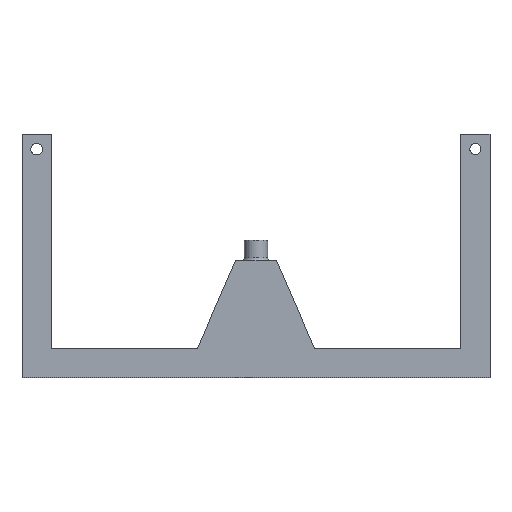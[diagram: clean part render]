
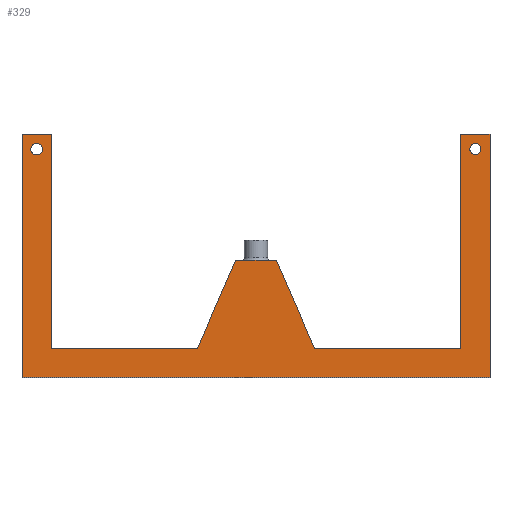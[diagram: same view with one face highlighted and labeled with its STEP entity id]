
A CAD part, top view. The second image highlights one B-rep face of the part: STEP entity #329.
In plain terms, the highlighted planar face has unit normal (0, 0, 1).
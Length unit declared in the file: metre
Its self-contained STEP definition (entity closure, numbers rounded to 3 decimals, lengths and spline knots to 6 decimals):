
#18=LINE('',#483,#54);
#22=LINE('',#491,#58);
#24=LINE('',#495,#60);
#26=LINE('',#503,#62);
#27=LINE('',#505,#63);
#28=LINE('',#507,#64);
#29=LINE('',#509,#65);
#30=LINE('',#511,#66);
#31=LINE('',#513,#67);
#32=LINE('',#515,#68);
#33=LINE('',#517,#69);
#34=LINE('',#519,#70);
#54=VECTOR('',#392,1.);
#58=VECTOR('',#398,1.);
#60=VECTOR('',#402,1.);
#62=VECTOR('',#410,1.);
#63=VECTOR('',#411,1.);
#64=VECTOR('',#412,1.);
#65=VECTOR('',#413,1.);
#66=VECTOR('',#414,1.);
#67=VECTOR('',#415,1.);
#68=VECTOR('',#416,1.);
#69=VECTOR('',#417,1.);
#70=VECTOR('',#418,1.);
#101=ORIENTED_EDGE('',*,*,#185,.F.);
#102=ORIENTED_EDGE('',*,*,#186,.F.);
#103=ORIENTED_EDGE('',*,*,#177,.F.);
#104=ORIENTED_EDGE('',*,*,#181,.F.);
#105=ORIENTED_EDGE('',*,*,#187,.T.);
#106=ORIENTED_EDGE('',*,*,#188,.T.);
#107=ORIENTED_EDGE('',*,*,#189,.T.);
#108=ORIENTED_EDGE('',*,*,#190,.F.);
#109=ORIENTED_EDGE('',*,*,#191,.F.);
#110=ORIENTED_EDGE('',*,*,#192,.T.);
#111=ORIENTED_EDGE('',*,*,#193,.F.);
#112=ORIENTED_EDGE('',*,*,#194,.F.);
#113=ORIENTED_EDGE('',*,*,#195,.T.);
#114=ORIENTED_EDGE('',*,*,#183,.F.);
#177=EDGE_CURVE('',#220,#221,#18,.T.);
#181=EDGE_CURVE('',#223,#220,#22,.T.);
#183=EDGE_CURVE('',#221,#225,#24,.T.);
#185=EDGE_CURVE('',#226,#226,#249,.T.);
#186=EDGE_CURVE('',#227,#227,#250,.T.);
#187=EDGE_CURVE('',#223,#228,#26,.T.);
#188=EDGE_CURVE('',#228,#229,#27,.T.);
#189=EDGE_CURVE('',#229,#230,#28,.T.);
#190=EDGE_CURVE('',#231,#230,#29,.T.);
#191=EDGE_CURVE('',#232,#231,#30,.T.);
#192=EDGE_CURVE('',#232,#233,#31,.T.);
#193=EDGE_CURVE('',#234,#233,#32,.T.);
#194=EDGE_CURVE('',#235,#234,#33,.T.);
#195=EDGE_CURVE('',#235,#225,#34,.T.);
#220=VERTEX_POINT('',#482);
#221=VERTEX_POINT('',#484);
#223=VERTEX_POINT('',#490);
#225=VERTEX_POINT('',#496);
#226=VERTEX_POINT('',#500);
#227=VERTEX_POINT('',#502);
#228=VERTEX_POINT('',#504);
#229=VERTEX_POINT('',#506);
#230=VERTEX_POINT('',#508);
#231=VERTEX_POINT('',#510);
#232=VERTEX_POINT('',#512);
#233=VERTEX_POINT('',#514);
#234=VERTEX_POINT('',#516);
#235=VERTEX_POINT('',#518);
#249=CIRCLE('',#363,0.002);
#250=CIRCLE('',#364,0.0019);
#259=EDGE_LOOP('',(#101));
#260=EDGE_LOOP('',(#102));
#261=EDGE_LOOP('',(#103,#104,#105,#106,#107,#108,#109,#110,#111,#112,#113,
#114));
#287=FACE_BOUND('',#259,.T.);
#288=FACE_BOUND('',#260,.T.);
#289=FACE_BOUND('',#261,.T.);
#314=PLANE('',#362);
#329=ADVANCED_FACE('',(#287,#288,#289),#314,.T.);
#362=AXIS2_PLACEMENT_3D('',#498,#404,#405);
#363=AXIS2_PLACEMENT_3D('',#499,#406,#407);
#364=AXIS2_PLACEMENT_3D('',#501,#408,#409);
#392=DIRECTION('',(1.,0.,0.));
#398=DIRECTION('',(0.398,0.918,0.));
#402=DIRECTION('',(0.398,-0.918,0.));
#404=DIRECTION('',(0.,0.,1.));
#405=DIRECTION('',(1.,0.,0.));
#406=DIRECTION('',(0.,0.,1.));
#407=DIRECTION('',(1.,0.,0.));
#408=DIRECTION('',(0.,0.,1.));
#409=DIRECTION('',(1.,0.,0.));
#410=DIRECTION('',(-1.,0.,0.));
#411=DIRECTION('',(0.,1.,0.));
#412=DIRECTION('',(-1.,0.,0.));
#413=DIRECTION('',(0.,1.,0.));
#414=DIRECTION('',(-1.,0.,0.));
#415=DIRECTION('',(0.,1.,0.));
#416=DIRECTION('',(1.,0.,0.));
#417=DIRECTION('',(0.,1.,0.));
#418=DIRECTION('',(-1.,0.,0.));
#482=CARTESIAN_POINT('',(-0.007,0.021482,0.01));
#483=CARTESIAN_POINT('',(0.,0.021482,0.01));
#484=CARTESIAN_POINT('',(0.007,0.021482,0.01));
#490=CARTESIAN_POINT('',(-0.02,-0.008518,0.01));
#491=CARTESIAN_POINT('',(-0.0135,0.006482,0.01));
#495=CARTESIAN_POINT('',(0.0135,0.006482,0.01));
#496=CARTESIAN_POINT('',(0.02,-0.008518,0.01));
#498=CARTESIAN_POINT('',(0.,0.006482,0.01));
#499=CARTESIAN_POINT('',(-0.075,0.059569,0.01));
#500=CARTESIAN_POINT('',(-0.073,0.059569,0.01));
#501=CARTESIAN_POINT('',(0.075,0.059569,0.01));
#502=CARTESIAN_POINT('',(0.0769,0.059569,0.01));
#503=CARTESIAN_POINT('',(0.,-0.008518,0.01));
#504=CARTESIAN_POINT('',(-0.07,-0.008518,0.01));
#505=CARTESIAN_POINT('',(-0.07,0.023025,0.01));
#506=CARTESIAN_POINT('',(-0.07,0.064569,0.01));
#507=CARTESIAN_POINT('',(-0.075,0.064569,0.01));
#508=CARTESIAN_POINT('',(-0.08,0.064569,0.01));
#509=CARTESIAN_POINT('',(-0.08,0.023025,0.01));
#510=CARTESIAN_POINT('',(-0.08,-0.018518,0.01));
#511=CARTESIAN_POINT('',(0.,-0.018518,0.01));
#512=CARTESIAN_POINT('',(0.08,-0.018518,0.01));
#513=CARTESIAN_POINT('',(0.08,0.023025,0.01));
#514=CARTESIAN_POINT('',(0.08,0.064569,0.01));
#515=CARTESIAN_POINT('',(0.075,0.064569,0.01));
#516=CARTESIAN_POINT('',(0.07,0.064569,0.01));
#517=CARTESIAN_POINT('',(0.07,0.023025,0.01));
#518=CARTESIAN_POINT('',(0.07,-0.008518,0.01));
#519=CARTESIAN_POINT('',(0.,-0.008518,0.01));
